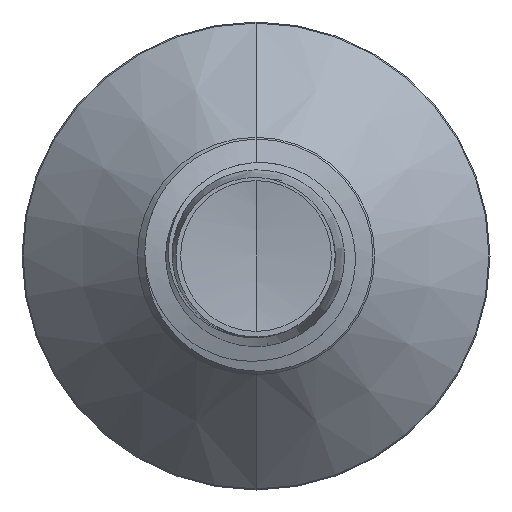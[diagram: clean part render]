
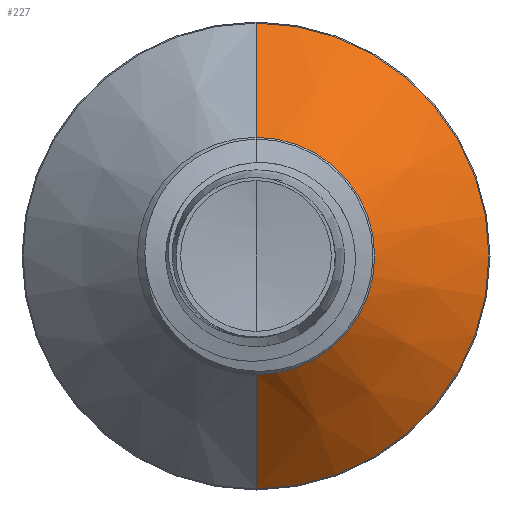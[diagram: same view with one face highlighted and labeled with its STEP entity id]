
A CAD part, front view. The second image highlights one B-rep face of the part: STEP entity #227.
In plain terms, the highlighted conical face has half-angle 45 degrees and reference radius 1.522 mm.
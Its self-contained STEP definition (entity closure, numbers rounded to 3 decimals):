
#227 = ADVANCED_FACE ( 'NONE', ( #6644 ), #8234, .T. ) ;
#801 = CARTESIAN_POINT ( 'NONE',  ( 0., 2.437, 0. ) ) ;
#1750 = VERTEX_POINT ( 'NONE', #6651 ) ;
#1819 = DIRECTION ( 'NONE',  ( 0., 0., 1. ) ) ;
#1867 = DIRECTION ( 'NONE',  ( 0., 1., 0. ) ) ;
#2180 = DIRECTION ( 'NONE',  ( 0., 0., 1. ) ) ;
#2387 = CIRCLE ( 'NONE', #3666, 1.522 ) ;
#2538 = VERTEX_POINT ( 'NONE', #5275 ) ;
#2776 = LINE ( 'NONE', #3014, #6817 ) ;
#2841 = ORIENTED_EDGE ( 'NONE', *, *, #5384, .T. ) ;
#3014 = CARTESIAN_POINT ( 'NONE',  ( 0., 0.972, -1.522 ) ) ;
#3029 = LINE ( 'NONE', #9089, #4667 ) ;
#3323 = AXIS2_PLACEMENT_3D ( 'NONE', #3650, #1867, #2180 ) ;
#3650 = CARTESIAN_POINT ( 'NONE',  ( 0., 0.972, 0. ) ) ;
#3666 = AXIS2_PLACEMENT_3D ( 'NONE', #4027, #8944, #4747 ) ;
#3701 = DIRECTION ( 'NONE',  ( 0., 0.707, -0.707 ) ) ;
#4027 = CARTESIAN_POINT ( 'NONE',  ( 0., 0.972, 0. ) ) ;
#4308 = EDGE_CURVE ( 'NONE', #7101, #2538, #5019, .T. ) ;
#4667 = VECTOR ( 'NONE', #9874, 1000. ) ;
#4673 = EDGE_CURVE ( 'NONE', #1750, #7915, #2387, .T. ) ;
#4721 = ORIENTED_EDGE ( 'NONE', *, *, #5226, .F. ) ;
#4747 = DIRECTION ( 'NONE',  ( 0., 0., 1. ) ) ;
#4955 = ORIENTED_EDGE ( 'NONE', *, *, #4673, .T. ) ;
#5019 = CIRCLE ( 'NONE', #9029, 2.987 ) ;
#5226 = EDGE_CURVE ( 'NONE', #1750, #7101, #3029, .T. ) ;
#5275 = CARTESIAN_POINT ( 'NONE',  ( 0., 2.437, -2.987 ) ) ;
#5384 = EDGE_CURVE ( 'NONE', #7915, #2538, #2776, .T. ) ;
#6293 = DIRECTION ( 'NONE',  ( 0., 1., 0. ) ) ;
#6444 = CARTESIAN_POINT ( 'NONE',  ( 0., 0.972, -1.522 ) ) ;
#6644 = FACE_OUTER_BOUND ( 'NONE', #6980, .T. ) ;
#6651 = CARTESIAN_POINT ( 'NONE',  ( 0., 0.972, 1.522 ) ) ;
#6817 = VECTOR ( 'NONE', #3701, 1000. ) ;
#6980 = EDGE_LOOP ( 'NONE', ( #4955, #2841, #9975, #4721 ) ) ;
#7101 = VERTEX_POINT ( 'NONE', #9309 ) ;
#7915 = VERTEX_POINT ( 'NONE', #6444 ) ;
#8234 = CONICAL_SURFACE ( 'NONE', #3323, 1.522, 0.785 ) ;
#8944 = DIRECTION ( 'NONE',  ( 0., 1., 0. ) ) ;
#9029 = AXIS2_PLACEMENT_3D ( 'NONE', #801, #6293, #1819 ) ;
#9089 = CARTESIAN_POINT ( 'NONE',  ( 0., 0.972, 1.522 ) ) ;
#9309 = CARTESIAN_POINT ( 'NONE',  ( 0., 2.437, 2.987 ) ) ;
#9874 = DIRECTION ( 'NONE',  ( 0., 0.707, 0.707 ) ) ;
#9975 = ORIENTED_EDGE ( 'NONE', *, *, #4308, .F. ) ;
